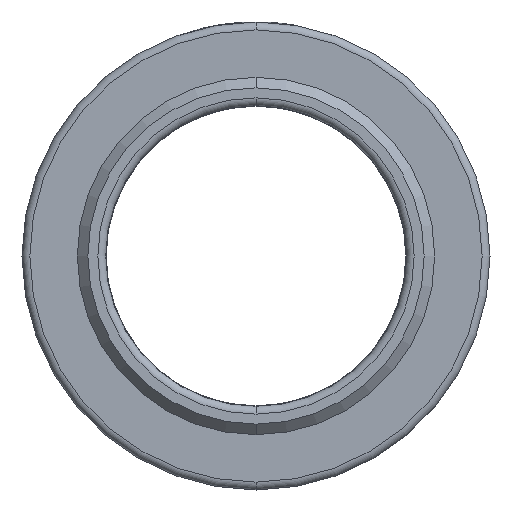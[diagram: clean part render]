
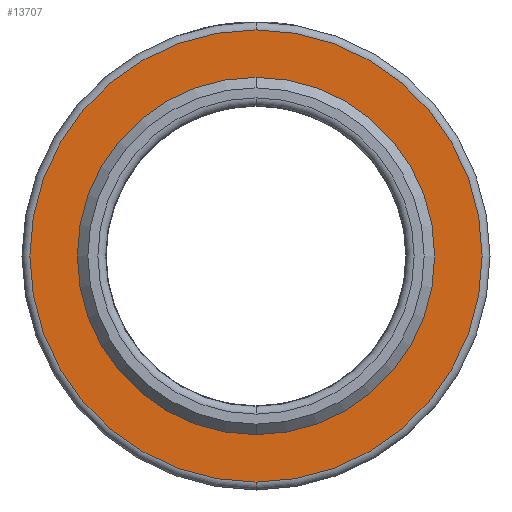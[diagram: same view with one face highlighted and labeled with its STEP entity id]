
A CAD part, front view. The second image highlights one B-rep face of the part: STEP entity #13707.
In plain terms, the highlighted planar face has unit normal (0, -1, 0).
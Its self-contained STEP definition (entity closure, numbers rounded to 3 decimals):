
#97 = EDGE_LOOP ( 'NONE', ( #221, #19895 ) ) ;
#221 = ORIENTED_EDGE ( 'NONE', *, *, #16853, .T. ) ;
#527 = VERTEX_POINT ( 'NONE', #9090 ) ;
#1088 = DIRECTION ( 'NONE',  ( 0., 0., 1. ) ) ;
#1246 = AXIS2_PLACEMENT_3D ( 'NONE', #10160, #16621, #2126 ) ;
#2126 = DIRECTION ( 'NONE',  ( 0., 0., 1. ) ) ;
#2228 = VERTEX_POINT ( 'NONE', #17127 ) ;
#2888 = ORIENTED_EDGE ( 'NONE', *, *, #12391, .T. ) ;
#3292 = CIRCLE ( 'NONE', #1246, 8.6 ) ;
#3562 = DIRECTION ( 'NONE',  ( 0., -1., 0. ) ) ;
#4170 = DIRECTION ( 'NONE',  ( 0., 1., 0. ) ) ;
#4777 = EDGE_CURVE ( 'NONE', #527, #2228, #13249, .T. ) ;
#5078 = VERTEX_POINT ( 'NONE', #8817 ) ;
#6031 = CIRCLE ( 'NONE', #8774, 6.35 ) ;
#6622 = AXIS2_PLACEMENT_3D ( 'NONE', #20227, #16720, #7212 ) ;
#6963 = ORIENTED_EDGE ( 'NONE', *, *, #4777, .T. ) ;
#7212 = DIRECTION ( 'NONE',  ( 0., 0., 1. ) ) ;
#7619 = DIRECTION ( 'NONE',  ( 0., 1., 0. ) ) ;
#7727 = DIRECTION ( 'NONE',  ( 1., 0., 0. ) ) ;
#8679 = AXIS2_PLACEMENT_3D ( 'NONE', #14260, #7619, #7727 ) ;
#8723 = CARTESIAN_POINT ( 'NONE',  ( -2.53, -13.357, 4.058 ) ) ;
#8774 = AXIS2_PLACEMENT_3D ( 'NONE', #8723, #4170, #1088 ) ;
#8817 = CARTESIAN_POINT ( 'NONE',  ( -2.53, -13.357, -2.292 ) ) ;
#9090 = CARTESIAN_POINT ( 'NONE',  ( -2.53, -13.357, -4.542 ) ) ;
#9600 = DIRECTION ( 'NONE',  ( 0., 0., 1. ) ) ;
#9983 = CIRCLE ( 'NONE', #6622, 6.35 ) ;
#10160 = CARTESIAN_POINT ( 'NONE',  ( -2.53, -13.357, 4.058 ) ) ;
#11502 = EDGE_LOOP ( 'NONE', ( #2888, #6963 ) ) ;
#11689 = CARTESIAN_POINT ( 'NONE',  ( -2.53, -13.357, 4.058 ) ) ;
#12391 = EDGE_CURVE ( 'NONE', #2228, #527, #3292, .T. ) ;
#12777 = FACE_BOUND ( 'NONE', #97, .T. ) ;
#13249 = CIRCLE ( 'NONE', #19372, 8.6 ) ;
#13707 = ADVANCED_FACE ( 'NONE', ( #12777, #20859 ), #20641, .F. ) ;
#13847 = VERTEX_POINT ( 'NONE', #15621 ) ;
#14260 = CARTESIAN_POINT ( 'NONE',  ( -2.53, -13.357, 4.058 ) ) ;
#14280 = EDGE_CURVE ( 'NONE', #5078, #13847, #9983, .T. ) ;
#15621 = CARTESIAN_POINT ( 'NONE',  ( -2.53, -13.357, 10.408 ) ) ;
#16621 = DIRECTION ( 'NONE',  ( 0., -1., 0. ) ) ;
#16720 = DIRECTION ( 'NONE',  ( 0., 1., 0. ) ) ;
#16853 = EDGE_CURVE ( 'NONE', #13847, #5078, #6031, .T. ) ;
#17127 = CARTESIAN_POINT ( 'NONE',  ( -2.53, -13.357, 12.658 ) ) ;
#19372 = AXIS2_PLACEMENT_3D ( 'NONE', #11689, #3562, #9600 ) ;
#19895 = ORIENTED_EDGE ( 'NONE', *, *, #14280, .T. ) ;
#20227 = CARTESIAN_POINT ( 'NONE',  ( -2.53, -13.357, 4.058 ) ) ;
#20641 = PLANE ( 'NONE',  #8679 ) ;
#20859 = FACE_OUTER_BOUND ( 'NONE', #11502, .T. ) ;
